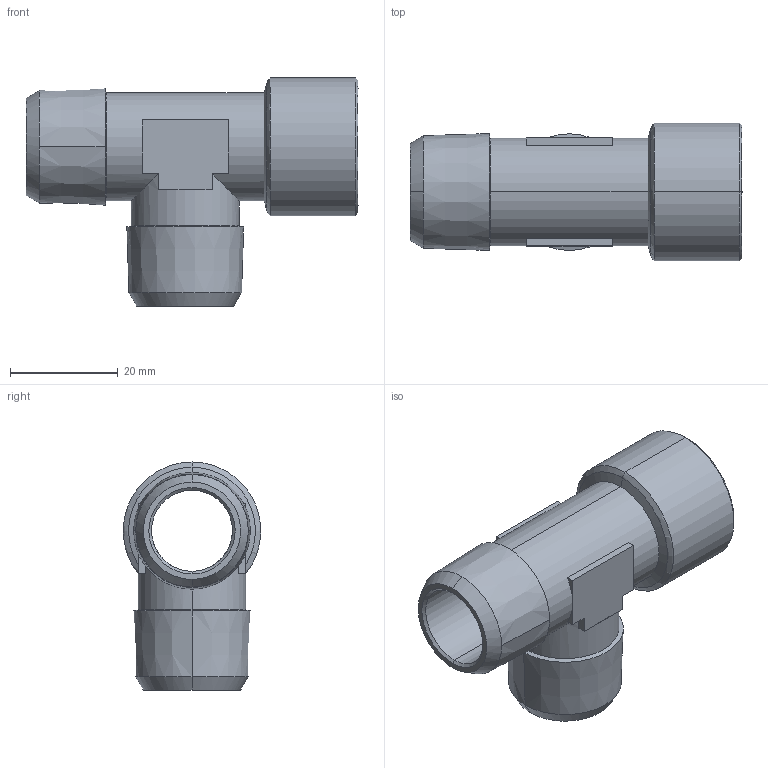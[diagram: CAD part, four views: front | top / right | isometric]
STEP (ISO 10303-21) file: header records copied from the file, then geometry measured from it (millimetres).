
FILE_DESCRIPTION (( 'STEP AP214' ), '1' );
FILE_NAME ('DRF.FMM04.STEP', '2018-09-03T09:48:01', ( '' ), ( '' ), 'SwSTEP 2.0', 'SolidWorks 2018', '' );
FILE_SCHEMA (( 'AUTOMOTIVE_DESIGN' ));
Length unit declared in the file: millimetre
Products named in the file (1): DRF.FMM04
Bounding box: 61.5 x 25.5 x 42.25 mm (x, y, z)
Volume: 13777.6 mm3; surface area: 10015.3 mm2
Topology: 1 solids, 1 shells, 65 faces, 160 edges, 96 vertices
Faces by surface type: plane 27, cone 24, cylinder 12, bspline 2
Entity records: 2707 total; most frequent: CARTESIAN_POINT 1151, ORIENTED_EDGE 320, DIRECTION 290, EDGE_CURVE 160, AXIS2_PLACEMENT_3D 102, VERTEX_POINT 96, VECTOR 86, LINE 86
